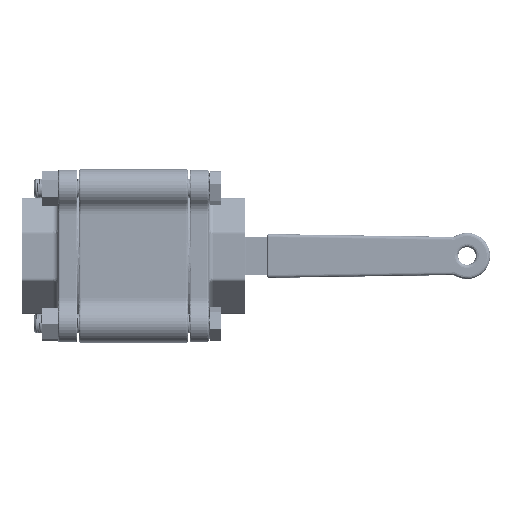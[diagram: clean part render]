
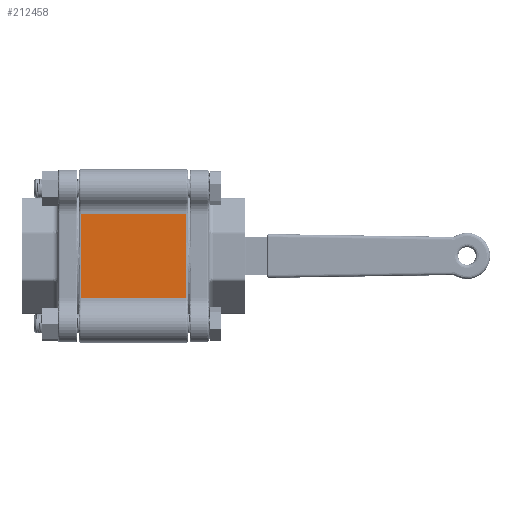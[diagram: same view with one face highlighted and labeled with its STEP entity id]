
A CAD part, front view. The second image highlights one B-rep face of the part: STEP entity #212458.
In plain terms, the highlighted planar face has unit normal (0, -1, 0).
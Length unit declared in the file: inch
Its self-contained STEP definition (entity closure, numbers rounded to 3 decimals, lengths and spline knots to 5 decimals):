
#1718 = CARTESIAN_POINT ( 'NONE',  ( 1.34843, -1.87008, 1.03944 ) ) ;
#8095 = DIRECTION ( 'NONE',  ( 0., 0., 1. ) ) ;
#11512 = VERTEX_POINT ( 'NONE', #33448 ) ;
#14250 = VERTEX_POINT ( 'NONE', #90743 ) ;
#18394 = CARTESIAN_POINT ( 'NONE',  ( -1.31416, -1.87008, 0.19268 ) ) ;
#19675 = VERTEX_POINT ( 'NONE', #122205 ) ;
#21712 = CARTESIAN_POINT ( 'NONE',  ( 1.30906, -1.87008, -0.33013 ) ) ;
#23045 = CARTESIAN_POINT ( 'NONE',  ( 1.30906, -1.87008, 0.33013 ) ) ;
#23247 = EDGE_CURVE ( 'NONE', #157073, #11512, #216031, .T. ) ;
#24691 = CARTESIAN_POINT ( 'NONE',  ( 1.31249, -1.87008, 0.22015 ) ) ;
#29391 = VECTOR ( 'NONE', #57516, 39.37008 ) ;
#33448 = CARTESIAN_POINT ( 'NONE',  ( -1.30906, -1.87008, 0.33013 ) ) ;
#40290 = CARTESIAN_POINT ( 'NONE',  ( -1.30994, -1.87008, -0.275 ) ) ;
#41653 = CARTESIAN_POINT ( 'NONE',  ( 1.32238, -1.87008, 0.02779 ) ) ;
#42624 = VERTEX_POINT ( 'NONE', #241888 ) ;
#46184 = DIRECTION ( 'NONE',  ( 0., 0., 1. ) ) ;
#57516 = DIRECTION ( 'NONE',  ( 1., 0., 0. ) ) ;
#58928 = CARTESIAN_POINT ( 'NONE',  ( -1.32238, -1.87008, 0.02779 ) ) ;
#59756 = CARTESIAN_POINT ( 'NONE',  ( -1.31751, -1.87008, 0.13773 ) ) ;
#60297 = CARTESIAN_POINT ( 'NONE',  ( 1.30906, -1.87008, -0.33013 ) ) ;
#65740 = EDGE_CURVE ( 'NONE', #71429, #42624, #228492, .T. ) ;
#71054 = B_SPLINE_CURVE_WITH_KNOTS ( 'NONE', 3,
 ( #23045, #80531, #119395, #24691, #78875, #213996, #214831, #216482, #41653, #100816, #217306, #117760, #156573, #176002, #234241, #235061, #235904, #60297 ),
 .UNSPECIFIED., .F., .F.,
 ( 4, 2, 2, 2, 2, 2, 2, 2, 4 ),
 ( 0., 0.125, 0.25, 0.375, 0.5, 0.625, 0.75, 0.875, 1. ),
 .UNSPECIFIED. ) ;
#71429 = VERTEX_POINT ( 'NONE', #140657 ) ;
#78875 = CARTESIAN_POINT ( 'NONE',  ( 1.31416, -1.87008, 0.19268 ) ) ;
#80531 = CARTESIAN_POINT ( 'NONE',  ( 1.30906, -1.87008, 0.30261 ) ) ;
#82225 = ORIENTED_EDGE ( 'NONE', *, *, #137852, .F. ) ;
#84965 = DIRECTION ( 'NONE',  ( 0., 1., 0. ) ) ;
#89119 = LINE ( 'NONE', #176873, #200795 ) ;
#89931 = DIRECTION ( 'NONE',  ( 0., 0., -1. ) ) ;
#90595 = CARTESIAN_POINT ( 'NONE',  ( -1.30906, -1.87008, -0.33013 ) ) ;
#90743 = CARTESIAN_POINT ( 'NONE',  ( -1.30906, -1.87008, 1.03944 ) ) ;
#93220 = EDGE_LOOP ( 'NONE', ( #82225, #156915, #188896, #177500, #167203, #248155, #117796, #150213 ) ) ;
#95319 = CARTESIAN_POINT ( 'NONE',  ( -1.31753, -1.87008, -0.13738 ) ) ;
#96146 = CARTESIAN_POINT ( 'NONE',  ( -1.32163, -1.87008, 0.05529 ) ) ;
#97807 = CARTESIAN_POINT ( 'NONE',  ( -1.30906, -1.87008, 0.30261 ) ) ;
#99226 = DIRECTION ( 'NONE',  ( 0., 0., 1. ) ) ;
#100816 = CARTESIAN_POINT ( 'NONE',  ( 1.32239, -1.87008, -0.02724 ) ) ;
#105629 = VECTOR ( 'NONE', #89931, 39.37008 ) ;
#111179 = LINE ( 'NONE', #1718, #29391 ) ;
#116379 = CARTESIAN_POINT ( 'NONE',  ( -1.32165, -1.87008, -0.05478 ) ) ;
#117760 = CARTESIAN_POINT ( 'NONE',  ( 1.3192, -1.87008, -0.10987 ) ) ;
#117796 = ORIENTED_EDGE ( 'NONE', *, *, #122438, .F. ) ;
#119395 = CARTESIAN_POINT ( 'NONE',  ( 1.30994, -1.87008, 0.27512 ) ) ;
#122205 = CARTESIAN_POINT ( 'NONE',  ( 1.30906, -1.87008, 0.33013 ) ) ;
#122438 = EDGE_CURVE ( 'NONE', #42624, #157073, #89119, .T. ) ;
#134147 = CARTESIAN_POINT ( 'NONE',  ( -1.31918, -1.87008, 0.11026 ) ) ;
#135827 = CARTESIAN_POINT ( 'NONE',  ( -1.3192, -1.87008, -0.10987 ) ) ;
#136801 = VERTEX_POINT ( 'NONE', #210871 ) ;
#137471 = CARTESIAN_POINT ( 'NONE',  ( -1.3125, -1.87008, -0.21993 ) ) ;
#137852 = EDGE_CURVE ( 'NONE', #245937, #71429, #217531, .T. ) ;
#139983 = FACE_OUTER_BOUND ( 'NONE', #93220, .T. ) ;
#140657 = CARTESIAN_POINT ( 'NONE',  ( 1.30906, -1.87008, -1.03944 ) ) ;
#141398 = LINE ( 'NONE', #179656, #228925 ) ;
#150213 = ORIENTED_EDGE ( 'NONE', *, *, #65740, .F. ) ;
#155196 = CARTESIAN_POINT ( 'NONE',  ( -1.32239, -1.87008, -0.02724 ) ) ;
#156573 = CARTESIAN_POINT ( 'NONE',  ( 1.31753, -1.87008, -0.13738 ) ) ;
#156915 = ORIENTED_EDGE ( 'NONE', *, *, #224942, .F. ) ;
#157073 = VERTEX_POINT ( 'NONE', #90595 ) ;
#162497 = DIRECTION ( 'NONE',  ( 0., 0., -1. ) ) ;
#167203 = ORIENTED_EDGE ( 'NONE', *, *, #200947, .F. ) ;
#176002 = CARTESIAN_POINT ( 'NONE',  ( 1.31418, -1.87008, -0.19242 ) ) ;
#176873 = CARTESIAN_POINT ( 'NONE',  ( -1.30906, -1.87008, 1.03944 ) ) ;
#177500 = ORIENTED_EDGE ( 'NONE', *, *, #243953, .F. ) ;
#179656 = CARTESIAN_POINT ( 'NONE',  ( -1.30906, -1.87008, 1.03944 ) ) ;
#180399 = PLANE ( 'NONE',  #221789 ) ;
#186957 = VECTOR ( 'NONE', #162497, 39.37008 ) ;
#188896 = ORIENTED_EDGE ( 'NONE', *, *, #241764, .F. ) ;
#194042 = CARTESIAN_POINT ( 'NONE',  ( -1.31249, -1.87008, 0.22015 ) ) ;
#194864 = CARTESIAN_POINT ( 'NONE',  ( -1.30994, -1.87008, 0.27512 ) ) ;
#198423 = CARTESIAN_POINT ( 'NONE',  ( 1.34843, -1.87008, -1.03944 ) ) ;
#200795 = VECTOR ( 'NONE', #99226, 39.37008 ) ;
#200947 = EDGE_CURVE ( 'NONE', #11512, #14250, #141398, .T. ) ;
#205624 = CARTESIAN_POINT ( 'NONE',  ( 1.30906, -1.87008, -1.03944 ) ) ;
#210871 = CARTESIAN_POINT ( 'NONE',  ( 1.30906, -1.87008, 1.03944 ) ) ;
#211017 = CARTESIAN_POINT ( 'NONE',  ( -1.30906, -1.87008, -0.30256 ) ) ;
#211833 = CARTESIAN_POINT ( 'NONE',  ( -1.30906, -1.87008, -0.33013 ) ) ;
#212458 = ADVANCED_FACE ( 'NONE', ( #139983 ), #180399, .F. ) ;
#213996 = CARTESIAN_POINT ( 'NONE',  ( 1.31751, -1.87008, 0.13773 ) ) ;
#214831 = CARTESIAN_POINT ( 'NONE',  ( 1.31918, -1.87008, 0.11026 ) ) ;
#216031 = B_SPLINE_CURVE_WITH_KNOTS ( 'NONE', 3,
 ( #211833, #211017, #40290, #137471, #232074, #95319, #135827, #116379, #155196, #58928, #96146, #134147, #59756, #18394, #194042, #194864, #97807, #250664 ),
 .UNSPECIFIED., .F., .F.,
 ( 4, 2, 2, 2, 2, 2, 2, 2, 4 ),
 ( 0., 0.125, 0.25, 0.375, 0.5, 0.625, 0.75, 0.875, 1. ),
 .UNSPECIFIED. ) ;
#216482 = CARTESIAN_POINT ( 'NONE',  ( 1.32163, -1.87008, 0.05529 ) ) ;
#217306 = CARTESIAN_POINT ( 'NONE',  ( 1.32165, -1.87008, -0.05478 ) ) ;
#217531 = LINE ( 'NONE', #205624, #105629 ) ;
#217850 = DIRECTION ( 'NONE',  ( -1., 0., 0. ) ) ;
#218253 = CARTESIAN_POINT ( 'NONE',  ( 1.30906, -1.87008, 1.03944 ) ) ;
#219265 = CARTESIAN_POINT ( 'NONE',  ( 1.34843, -1.87008, 1.03944 ) ) ;
#221789 = AXIS2_PLACEMENT_3D ( 'NONE', #219265, #84965, #8095 ) ;
#224942 = EDGE_CURVE ( 'NONE', #19675, #245937, #71054, .T. ) ;
#228492 = LINE ( 'NONE', #198423, #231333 ) ;
#228925 = VECTOR ( 'NONE', #46184, 39.37008 ) ;
#231333 = VECTOR ( 'NONE', #217850, 39.37008 ) ;
#232074 = CARTESIAN_POINT ( 'NONE',  ( -1.31418, -1.87008, -0.19242 ) ) ;
#234241 = CARTESIAN_POINT ( 'NONE',  ( 1.3125, -1.87008, -0.21993 ) ) ;
#235061 = CARTESIAN_POINT ( 'NONE',  ( 1.30994, -1.87008, -0.275 ) ) ;
#235904 = CARTESIAN_POINT ( 'NONE',  ( 1.30906, -1.87008, -0.30256 ) ) ;
#238292 = LINE ( 'NONE', #218253, #186957 ) ;
#241764 = EDGE_CURVE ( 'NONE', #136801, #19675, #238292, .T. ) ;
#241888 = CARTESIAN_POINT ( 'NONE',  ( -1.30906, -1.87008, -1.03944 ) ) ;
#243953 = EDGE_CURVE ( 'NONE', #14250, #136801, #111179, .T. ) ;
#245937 = VERTEX_POINT ( 'NONE', #21712 ) ;
#248155 = ORIENTED_EDGE ( 'NONE', *, *, #23247, .F. ) ;
#250664 = CARTESIAN_POINT ( 'NONE',  ( -1.30906, -1.87008, 0.33013 ) ) ;
